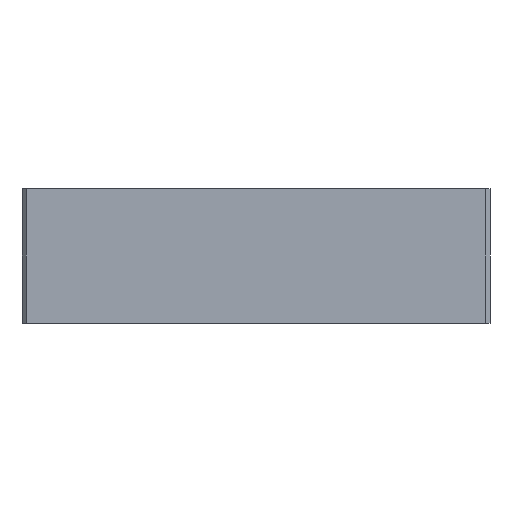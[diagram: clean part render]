
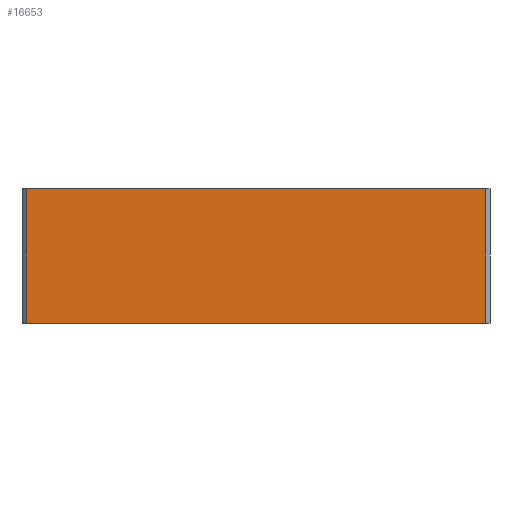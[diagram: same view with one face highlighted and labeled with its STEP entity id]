
A CAD part, front view. The second image highlights one B-rep face of the part: STEP entity #16653.
In plain terms, the highlighted planar face has unit normal (0, -1, 0).
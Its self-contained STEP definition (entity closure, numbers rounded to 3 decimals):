
#1601=PLANE('',#18023);
#2517=FACE_OUTER_BOUND('',#3515,.T.);
#3515=EDGE_LOOP('',(#15168,#15169,#15170,#15171));
#3666=LINE('',#22266,#4881);
#4334=LINE('',#28679,#5549);
#4337=LINE('',#28685,#5552);
#4644=LINE('',#34204,#5859);
#4881=VECTOR('',#18269,10.);
#5549=VECTOR('',#19511,10.);
#5552=VECTOR('',#19516,10.);
#5859=VECTOR('',#21651,10.);
#6654=VERTEX_POINT('',#22263);
#6655=VERTEX_POINT('',#22265);
#7447=VERTEX_POINT('',#28677);
#7448=VERTEX_POINT('',#28681);
#8263=EDGE_CURVE('',#6654,#6655,#3666,.T.);
#9442=EDGE_CURVE('',#7447,#6654,#4334,.T.);
#9445=EDGE_CURVE('',#6655,#7448,#4337,.T.);
#10479=EDGE_CURVE('',#7448,#7447,#4644,.T.);
#15168=ORIENTED_EDGE('',*,*,#9442,.F.);
#15169=ORIENTED_EDGE('',*,*,#10479,.F.);
#15170=ORIENTED_EDGE('',*,*,#9445,.F.);
#15171=ORIENTED_EDGE('',*,*,#8263,.F.);
#16653=ADVANCED_FACE('',(#2517),#1601,.T.);
#18023=AXIS2_PLACEMENT_3D('',#34203,#21649,#21650);
#18269=DIRECTION('',(-1.,0.,0.));
#19511=DIRECTION('',(0.,0.,-1.));
#19516=DIRECTION('',(0.,0.,1.));
#21649=DIRECTION('center_axis',(0.,-1.,0.));
#21650=DIRECTION('ref_axis',(1.,0.,0.));
#21651=DIRECTION('',(1.,0.,0.));
#22263=CARTESIAN_POINT('',(213.1,0.,-60.));
#22265=CARTESIAN_POINT('',(2.,0.,-60.));
#22266=CARTESIAN_POINT('',(215.1,0.,-60.));
#28677=CARTESIAN_POINT('',(213.1,0.,2.));
#28679=CARTESIAN_POINT('',(213.1,0.,0.));
#28681=CARTESIAN_POINT('',(2.,0.,2.));
#28685=CARTESIAN_POINT('',(2.,0.,0.));
#34203=CARTESIAN_POINT('Origin',(0.,0.,0.));
#34204=CARTESIAN_POINT('',(0.,0.,2.));
